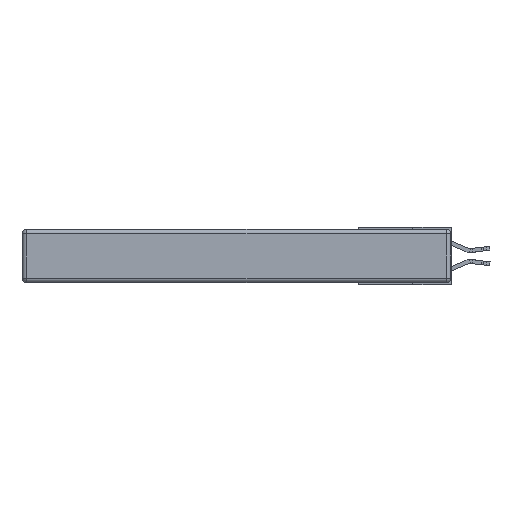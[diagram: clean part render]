
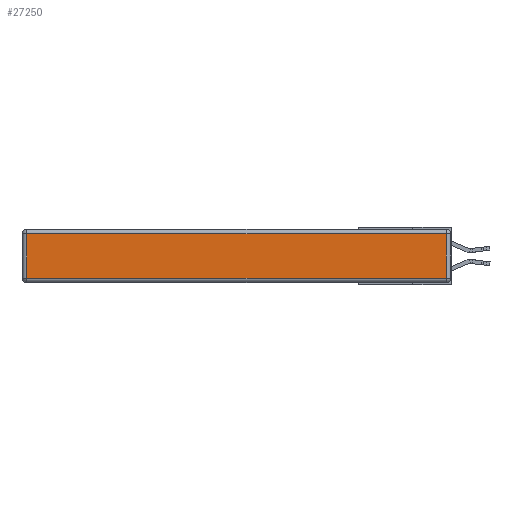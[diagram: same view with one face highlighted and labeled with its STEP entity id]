
A CAD part, left-side view. The second image highlights one B-rep face of the part: STEP entity #27250.
In plain terms, the highlighted planar face has unit normal (-1, 0, 0).
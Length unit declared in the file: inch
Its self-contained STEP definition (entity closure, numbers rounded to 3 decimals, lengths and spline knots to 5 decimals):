
#943 = ORIENTED_EDGE ( 'NONE', *, *, #23897, .T. ) ;
#1061 = DIRECTION ( 'NONE',  ( -1., 0., 0. ) ) ;
#2551 = ORIENTED_EDGE ( 'NONE', *, *, #20274, .T. ) ;
#2736 = AXIS2_PLACEMENT_3D ( 'NONE', #15187, #1061, #3434 ) ;
#3434 = DIRECTION ( 'NONE',  ( 0., 0., 1. ) ) ;
#4166 = CARTESIAN_POINT ( 'NONE',  ( 0., 0.03, -0.313 ) ) ;
#4539 = VERTEX_POINT ( 'NONE', #9769 ) ;
#4871 = VECTOR ( 'NONE', #22873, 39.37008 ) ;
#5087 = ORIENTED_EDGE ( 'NONE', *, *, #23010, .T. ) ;
#7736 = DIRECTION ( 'NONE',  ( 0., 1., 0. ) ) ;
#8214 = LINE ( 'NONE', #18428, #4871 ) ;
#8506 = CARTESIAN_POINT ( 'NONE',  ( 0., 2.72, -0.343 ) ) ;
#8757 = FACE_OUTER_BOUND ( 'NONE', #10092, .T. ) ;
#9253 = VECTOR ( 'NONE', #10942, 39.37008 ) ;
#9769 = CARTESIAN_POINT ( 'NONE',  ( 0., 2.72, -0.03 ) ) ;
#10092 = EDGE_LOOP ( 'NONE', ( #24890, #2551, #943, #5087 ) ) ;
#10942 = DIRECTION ( 'NONE',  ( 0., 0., 1. ) ) ;
#15187 = CARTESIAN_POINT ( 'NONE',  ( 0., 0., -0.343 ) ) ;
#15934 = VECTOR ( 'NONE', #7736, 39.37008 ) ;
#16107 = CARTESIAN_POINT ( 'NONE',  ( 0., 2.72, -0.313 ) ) ;
#16119 = CARTESIAN_POINT ( 'NONE',  ( 0., 0.03, -0.343 ) ) ;
#18428 = CARTESIAN_POINT ( 'NONE',  ( 0., 0., -0.313 ) ) ;
#18547 = LINE ( 'NONE', #8506, #28133 ) ;
#19168 = LINE ( 'NONE', #16119, #9253 ) ;
#20274 = EDGE_CURVE ( 'NONE', #30220, #23570, #19168, .T. ) ;
#21769 = CARTESIAN_POINT ( 'NONE',  ( 0., 2.75, -0.03 ) ) ;
#22873 = DIRECTION ( 'NONE',  ( 0., -1., 0. ) ) ;
#22878 = DIRECTION ( 'NONE',  ( 0., 0., -1. ) ) ;
#22939 = LINE ( 'NONE', #21769, #15934 ) ;
#23010 = EDGE_CURVE ( 'NONE', #4539, #28380, #18547, .T. ) ;
#23570 = VERTEX_POINT ( 'NONE', #27097 ) ;
#23897 = EDGE_CURVE ( 'NONE', #23570, #4539, #22939, .T. ) ;
#24220 = EDGE_CURVE ( 'NONE', #28380, #30220, #8214, .T. ) ;
#24890 = ORIENTED_EDGE ( 'NONE', *, *, #24220, .T. ) ;
#27097 = CARTESIAN_POINT ( 'NONE',  ( 0., 0.03, -0.03 ) ) ;
#27250 = ADVANCED_FACE ( 'NONE', ( #8757 ), #29256, .T. ) ;
#28133 = VECTOR ( 'NONE', #22878, 39.37008 ) ;
#28380 = VERTEX_POINT ( 'NONE', #16107 ) ;
#29256 = PLANE ( 'NONE',  #2736 ) ;
#30220 = VERTEX_POINT ( 'NONE', #4166 ) ;
